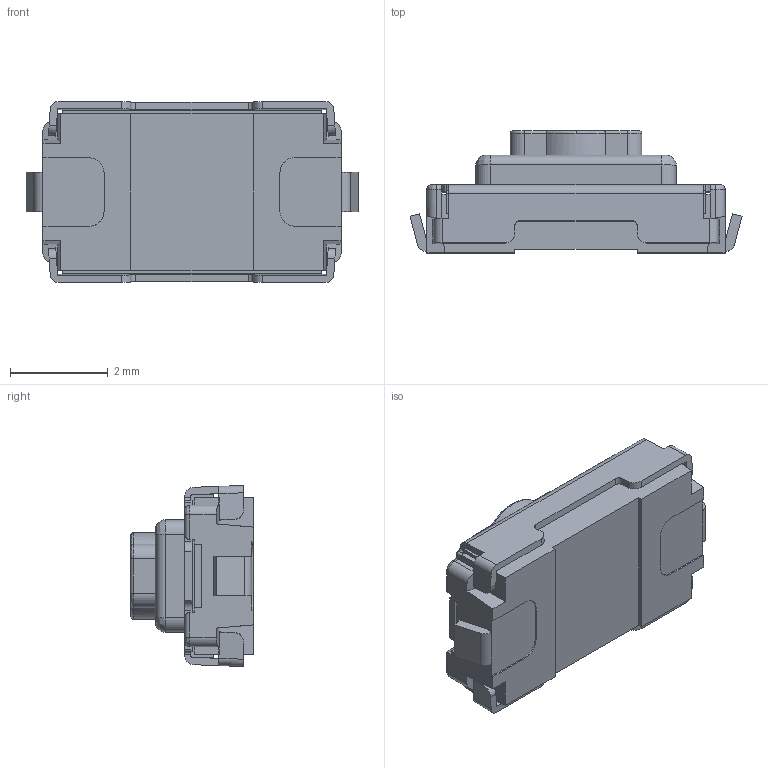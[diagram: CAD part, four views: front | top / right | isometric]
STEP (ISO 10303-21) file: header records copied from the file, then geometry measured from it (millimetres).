
FILE_DESCRIPTION(('FreeCAD Model'),'2;1');
FILE_NAME('Open CASCADE Shape Model','2025-01-22T18:13:27',('Author'),( ''),'Open CASCADE STEP processor 7.6','FreeCAD','Unknown');
FILE_SCHEMA(('AUTOMOTIVE_DESIGN { 1 0 10303 214 1 1 1 1 }'));
Length unit declared in the file: millimetre
Products named in the file (1): button_SKQYAB
Bounding box: 6.79 x 2.5 x 3.7 mm (x, y, z)
Volume: 35.1 mm3; surface area: 103.9 mm2
Topology: 1 solids, 1 shells, 258 faces, 704 edges, 449 vertices
Faces by surface type: plane 149, cylinder 92, bspline 17
Entity records: 10169 total; most frequent: CARTESIAN_POINT 1988, ORIENTED_EDGE 1408, DIRECTION 1270, EDGE_CURVE 704, LINE 496, VECTOR 496, VERTEX_POINT 449, AXIS2_PLACEMENT_3D 387
